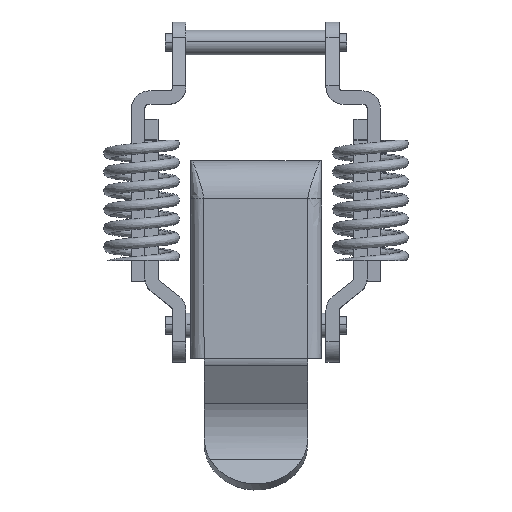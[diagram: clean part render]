
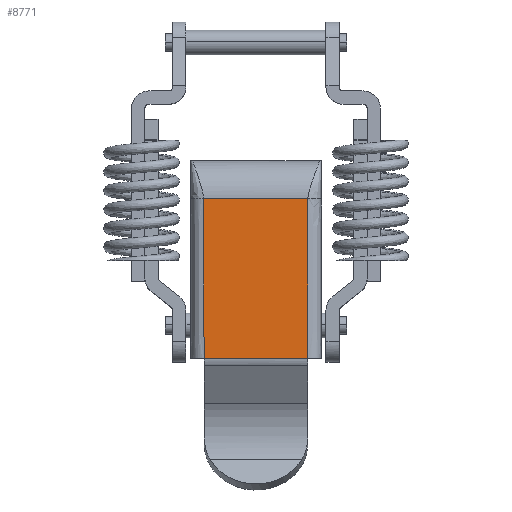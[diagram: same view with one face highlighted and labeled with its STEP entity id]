
A CAD part, front view. The second image highlights one B-rep face of the part: STEP entity #8771.
In plain terms, the highlighted free-form (B-spline) face has degree [1, 1] with [2, 2] control points.
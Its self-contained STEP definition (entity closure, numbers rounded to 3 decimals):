
#7070=CARTESIAN_POINT('',(-8.7,6.4,-18.95));
#7071=VERTEX_POINT('',#7070);
#7147=CARTESIAN_POINT('',(-8.7,6.3,-38.35));
#7148=VERTEX_POINT('',#7147);
#7164=CARTESIAN_POINT('',(-8.7,6.4,-18.95));
#7165=CARTESIAN_POINT('',(-8.7,6.4,-25.417));
#7166=CARTESIAN_POINT('',(-8.7,6.35,-31.883));
#7167=CARTESIAN_POINT('',(-8.7,6.3,-38.35));
#7168=B_SPLINE_CURVE_WITH_KNOTS('',3,(#7164,#7165,#7166,#7167),.UNSPECIFIED.,.F.,.U.,(4,4),(0.667,1.),.UNSPECIFIED.);
#7169=EDGE_CURVE('',#7071,#7148,#7168,.T.);
#7232=CARTESIAN_POINT('',(-8.7,-6.3,-18.95));
#7233=VERTEX_POINT('',#7232);
#7333=CARTESIAN_POINT('',(-8.7,-6.3,-38.35));
#7334=VERTEX_POINT('',#7333);
#7335=CARTESIAN_POINT('',(-8.7,-6.3,-38.35));
#7336=CARTESIAN_POINT('',(-8.7,-6.3,-31.883));
#7337=CARTESIAN_POINT('',(-8.7,-6.3,-25.417));
#7338=CARTESIAN_POINT('',(-8.7,-6.3,-18.95));
#7339=B_SPLINE_CURVE_WITH_KNOTS('',3,(#7335,#7336,#7337,#7338),.UNSPECIFIED.,.F.,.U.,(4,4),(0.0,0.333),.UNSPECIFIED.);
#7340=EDGE_CURVE('',#7334,#7233,#7339,.T.);
#7683=CARTESIAN_POINT('',(-8.7,6.3,-38.357));
#7684=VERTEX_POINT('',#7683);
#7705=CARTESIAN_POINT('',(-8.7,-6.3,-38.357));
#7706=VERTEX_POINT('',#7705);
#7720=CARTESIAN_POINT('',(-8.7,6.3,-38.357));
#7721=CARTESIAN_POINT('',(-8.7,-6.3,-38.357));
#7722=QUASI_UNIFORM_CURVE('',1,(#7720,#7721),.UNSPECIFIED.,.F.,.U.);
#7723=EDGE_CURVE('',#7684,#7706,#7722,.T.);
#7872=CARTESIAN_POINT('',(-8.7,-6.3,-38.35));
#7873=CARTESIAN_POINT('',(-8.7,-6.3,-38.357));
#7874=QUASI_UNIFORM_CURVE('',1,(#7872,#7873),.UNSPECIFIED.,.F.,.U.);
#7875=EDGE_CURVE('',#7334,#7706,#7874,.T.);
#7941=CARTESIAN_POINT('',(-8.7,6.3,-38.35));
#7942=CARTESIAN_POINT('',(-8.7,6.3,-38.357));
#7943=QUASI_UNIFORM_CURVE('',1,(#7941,#7942),.UNSPECIFIED.,.F.,.U.);
#7944=EDGE_CURVE('',#7148,#7684,#7943,.T.);
#8754=CARTESIAN_POINT('',(-8.7,-6.934,-39.326));
#8755=CARTESIAN_POINT('',(-8.7,-6.934,-17.981));
#8756=CARTESIAN_POINT('',(-8.7,7.034,-39.326));
#8757=CARTESIAN_POINT('',(-8.7,7.034,-17.981));
#8758=B_SPLINE_SURFACE_WITH_KNOTS('',1,1,((#8754,#8756),(#8755,#8757)),.UNSPECIFIED.,.F.,.F.,.U.,(2,2),(2,2),(0.0,21.346),(0.0,13.969),.UNSPECIFIED.);
#8759=CARTESIAN_POINT('',(-8.7,6.4,-18.95));
#8760=CARTESIAN_POINT('',(-8.7,-6.3,-18.95));
#8761=QUASI_UNIFORM_CURVE('',1,(#8759,#8760),.UNSPECIFIED.,.F.,.U.);
#8762=EDGE_CURVE('',#7071,#7233,#8761,.T.);
#8763=ORIENTED_EDGE('',*,*,#8762,.F.);
#8764=ORIENTED_EDGE('',*,*,#7169,.T.);
#8765=ORIENTED_EDGE('',*,*,#7944,.T.);
#8766=ORIENTED_EDGE('',*,*,#7723,.T.);
#8767=ORIENTED_EDGE('',*,*,#7875,.F.);
#8768=ORIENTED_EDGE('',*,*,#7340,.T.);
#8769=EDGE_LOOP('',(#8763,#8764,#8765,#8766,#8767,#8768));
#8770=FACE_OUTER_BOUND('',#8769,.T.);
#8771=ADVANCED_FACE('',(#8770),#8758,.T.);
